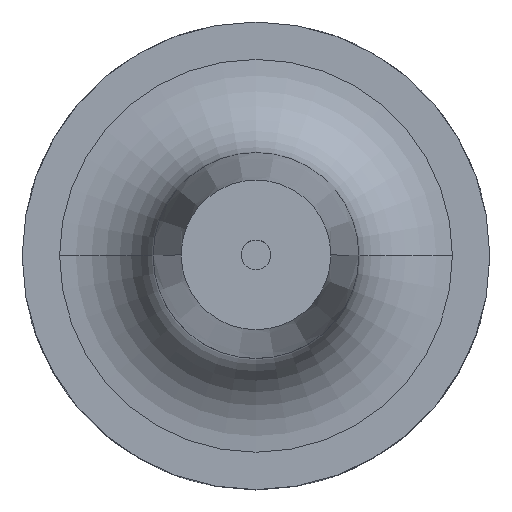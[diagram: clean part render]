
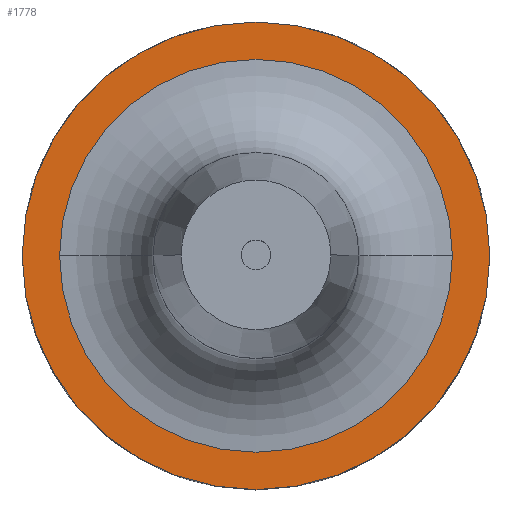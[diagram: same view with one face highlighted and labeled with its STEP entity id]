
A CAD part, top view. The second image highlights one B-rep face of the part: STEP entity #1778.
In plain terms, the highlighted planar face has unit normal (0, 0, 1).
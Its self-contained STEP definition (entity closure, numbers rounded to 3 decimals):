
#104 = CARTESIAN_POINT ( 'NONE',  ( 21., 0., 20. ) ) ;
#318 = ORIENTED_EDGE ( 'NONE', *, *, #4388, .T. ) ;
#345 = VERTEX_POINT ( 'NONE', #2716 ) ;
#643 = CARTESIAN_POINT ( 'NONE',  ( 0., 0., 20. ) ) ;
#795 = DIRECTION ( 'NONE',  ( 0., 0., -1. ) ) ;
#841 = CARTESIAN_POINT ( 'NONE',  ( 0., 0., 20. ) ) ;
#983 = DIRECTION ( 'NONE',  ( 0., 0., -1. ) ) ;
#1022 = DIRECTION ( 'NONE',  ( -1., 0., 0. ) ) ;
#1200 = DIRECTION ( 'NONE',  ( 1., 0., 0. ) ) ;
#1211 = AXIS2_PLACEMENT_3D ( 'NONE', #841, #3375, #1200 ) ;
#1247 = AXIS2_PLACEMENT_3D ( 'NONE', #2948, #795, #3329 ) ;
#1778 = ADVANCED_FACE ( 'NONE', ( #3208, #4103 ), #3136, .F. ) ;
#1953 = ORIENTED_EDGE ( 'NONE', *, *, #3054, .T. ) ;
#1970 = VERTEX_POINT ( 'NONE', #3205 ) ;
#1976 = CIRCLE ( 'NONE', #1247, 21. ) ;
#2071 = EDGE_CURVE ( 'NONE', #345, #2753, #4632, .T. ) ;
#2148 = CARTESIAN_POINT ( 'NONE',  ( 0., 0., 20. ) ) ;
#2274 = ORIENTED_EDGE ( 'NONE', *, *, #2071, .T. ) ;
#2284 = CIRCLE ( 'NONE', #2972, 21. ) ;
#2512 = DIRECTION ( 'NONE',  ( 1., 0., 0. ) ) ;
#2595 = AXIS2_PLACEMENT_3D ( 'NONE', #2148, #4740, #2512 ) ;
#2654 = EDGE_CURVE ( 'NONE', #2753, #345, #3943, .T. ) ;
#2661 = CARTESIAN_POINT ( 'NONE',  ( 25., 0., 20. ) ) ;
#2686 = ORIENTED_EDGE ( 'NONE', *, *, #2654, .T. ) ;
#2716 = CARTESIAN_POINT ( 'NONE',  ( -25., 0., 20. ) ) ;
#2753 = VERTEX_POINT ( 'NONE', #2661 ) ;
#2948 = CARTESIAN_POINT ( 'NONE',  ( 0., 0., 20. ) ) ;
#2972 = AXIS2_PLACEMENT_3D ( 'NONE', #643, #3178, #1022 ) ;
#3054 = EDGE_CURVE ( 'NONE', #3590, #1970, #2284, .T. ) ;
#3136 = PLANE ( 'NONE',  #4185 ) ;
#3178 = DIRECTION ( 'NONE',  ( 0., 0., -1. ) ) ;
#3205 = CARTESIAN_POINT ( 'NONE',  ( -21., 0., 20. ) ) ;
#3208 = FACE_BOUND ( 'NONE', #3876, .T. ) ;
#3329 = DIRECTION ( 'NONE',  ( -1., 0., 0. ) ) ;
#3375 = DIRECTION ( 'NONE',  ( 0., 0., 1. ) ) ;
#3519 = DIRECTION ( 'NONE',  ( -1., 0., 0. ) ) ;
#3590 = VERTEX_POINT ( 'NONE', #104 ) ;
#3876 = EDGE_LOOP ( 'NONE', ( #318, #1953 ) ) ;
#3943 = CIRCLE ( 'NONE', #1211, 25. ) ;
#3957 = EDGE_LOOP ( 'NONE', ( #2686, #2274 ) ) ;
#4103 = FACE_OUTER_BOUND ( 'NONE', #3957, .T. ) ;
#4185 = AXIS2_PLACEMENT_3D ( 'NONE', #4239, #983, #3519 ) ;
#4239 = CARTESIAN_POINT ( 'NONE',  ( 0., 0., 20. ) ) ;
#4388 = EDGE_CURVE ( 'NONE', #1970, #3590, #1976, .T. ) ;
#4632 = CIRCLE ( 'NONE', #2595, 25. ) ;
#4740 = DIRECTION ( 'NONE',  ( 0., 0., 1. ) ) ;
